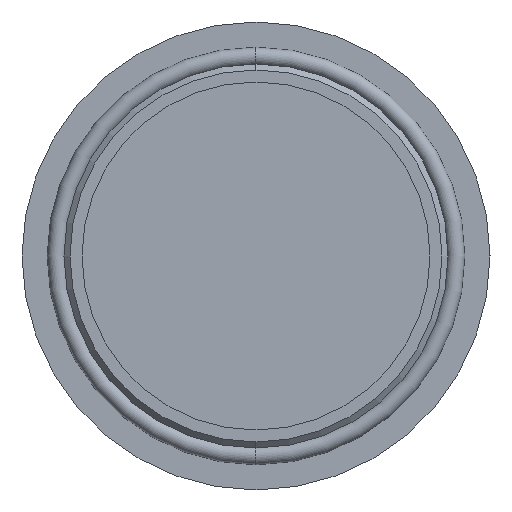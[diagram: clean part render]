
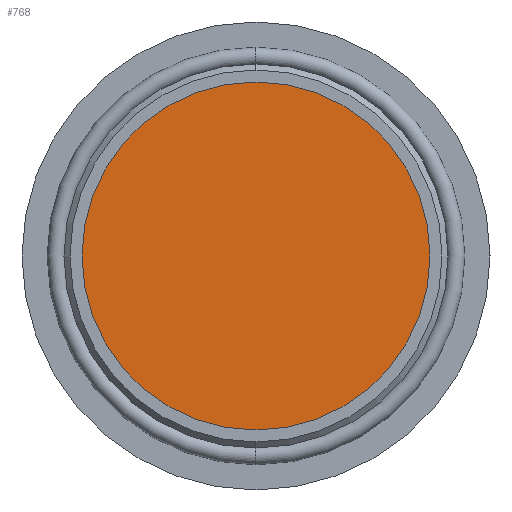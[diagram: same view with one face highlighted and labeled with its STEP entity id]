
A CAD part, front view. The second image highlights one B-rep face of the part: STEP entity #768.
In plain terms, the highlighted planar face has unit normal (0, -1, 0).
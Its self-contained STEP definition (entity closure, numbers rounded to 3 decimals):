
#27 = AXIS2_PLACEMENT_3D ( 'NONE', #403, #402, #401 ) ;
#52 = AXIS2_PLACEMENT_3D ( 'NONE', #219, #218, #217 ) ;
#56 = FACE_OUTER_BOUND ( 'NONE', #591, .T. ) ;
#120 = AXIS2_PLACEMENT_3D ( 'NONE', #310, #309, #308 ) ;
#217 = DIRECTION ( 'NONE',  ( 0., 0., -1. ) ) ;
#218 = DIRECTION ( 'NONE',  ( 0., -1., 0. ) ) ;
#219 = CARTESIAN_POINT ( 'NONE',  ( -14.5, -2.25, 0. ) ) ;
#220 = PLANE ( 'NONE',  #52 ) ;
#308 = DIRECTION ( 'NONE',  ( 0., 0., 1. ) ) ;
#309 = DIRECTION ( 'NONE',  ( 0., 1., 0. ) ) ;
#310 = CARTESIAN_POINT ( 'NONE',  ( 0., -2.25, 0. ) ) ;
#401 = DIRECTION ( 'NONE',  ( 0., 0., 1. ) ) ;
#402 = DIRECTION ( 'NONE',  ( 0., 1., 0. ) ) ;
#403 = CARTESIAN_POINT ( 'NONE',  ( 0., -2.25, 0. ) ) ;
#458 = CARTESIAN_POINT ( 'NONE',  ( 0., -2.25, 14.5 ) ) ;
#459 = CARTESIAN_POINT ( 'NONE',  ( 0., -2.25, -14.5 ) ) ;
#538 = ORIENTED_EDGE ( 'NONE', *, *, #740, .F. ) ;
#540 = ORIENTED_EDGE ( 'NONE', *, *, #709, .F. ) ;
#591 = EDGE_LOOP ( 'NONE', ( #538, #540 ) ) ;
#611 = VERTEX_POINT ( 'NONE', #459 ) ;
#612 = VERTEX_POINT ( 'NONE', #458 ) ;
#651 = CIRCLE ( 'NONE', #120, 14.5 ) ;
#672 = CIRCLE ( 'NONE', #27, 14.5 ) ;
#709 = EDGE_CURVE ( 'NONE', #611, #612, #672, .T. ) ;
#740 = EDGE_CURVE ( 'NONE', #612, #611, #651, .T. ) ;
#768 = ADVANCED_FACE ( 'NONE', ( #56 ), #220, .T. ) ;
